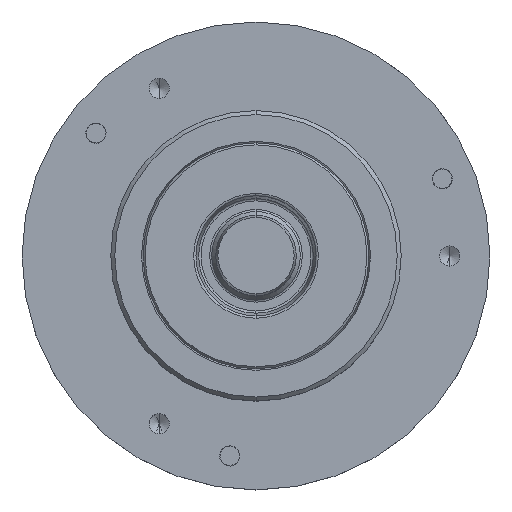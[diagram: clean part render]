
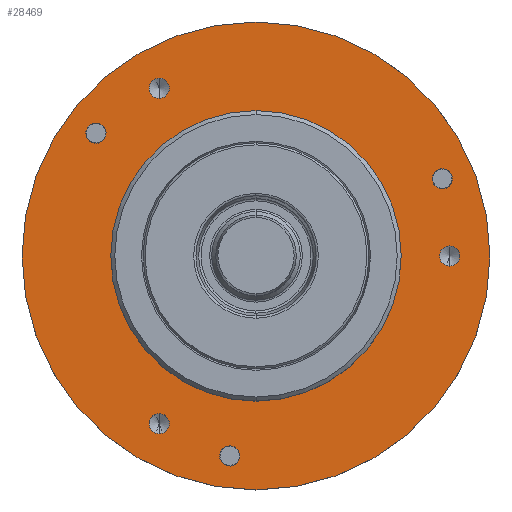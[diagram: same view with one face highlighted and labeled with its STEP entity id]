
A CAD part, top view. The second image highlights one B-rep face of the part: STEP entity #28469.
In plain terms, the highlighted planar face has unit normal (0, 0, 1).
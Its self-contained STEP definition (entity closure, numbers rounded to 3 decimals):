
#4021=CARTESIAN_POINT('',(0.,0.,17.));
#4022=DIRECTION('',(0.,0.,1.));
#4023=DIRECTION('',(1.,0.,0.));
#4024=AXIS2_PLACEMENT_3D('',#4021,#4022,#4023);
#4026=CARTESIAN_POINT('',(0.,0.,17.));
#4027=DIRECTION('',(0.,0.,1.));
#4028=DIRECTION('',(-1.,0.,0.));
#4029=AXIS2_PLACEMENT_3D('',#4026,#4027,#4028);
#4031=CARTESIAN_POINT('',(-19.834,15.219,17.));
#4032=DIRECTION('',(0.,0.,-1.));
#4033=DIRECTION('',(-0.793,0.609,0.));
#4034=AXIS2_PLACEMENT_3D('',#4031,#4032,#4033);
#4036=CARTESIAN_POINT('',(-19.834,15.219,17.));
#4037=DIRECTION('',(0.,0.,-1.));
#4038=DIRECTION('',(0.793,-0.609,0.));
#4039=AXIS2_PLACEMENT_3D('',#4036,#4037,#4038);
#4041=CARTESIAN_POINT('',(-3.263,-24.786,17.));
#4042=DIRECTION('',(0.,0.,-1.));
#4043=DIRECTION('',(-0.131,-0.991,0.));
#4044=AXIS2_PLACEMENT_3D('',#4041,#4042,#4043);
#4046=CARTESIAN_POINT('',(-3.263,-24.786,17.));
#4047=DIRECTION('',(0.,0.,-1.));
#4048=DIRECTION('',(0.131,0.991,0.));
#4049=AXIS2_PLACEMENT_3D('',#4046,#4047,#4048);
#4051=CARTESIAN_POINT('',(23.097,9.567,17.));
#4052=DIRECTION('',(0.,0.,-1.));
#4053=DIRECTION('',(0.924,0.383,0.));
#4054=AXIS2_PLACEMENT_3D('',#4051,#4052,#4053);
#4056=CARTESIAN_POINT('',(23.097,9.567,17.));
#4057=DIRECTION('',(0.,0.,-1.));
#4058=DIRECTION('',(-0.924,-0.383,0.));
#4059=AXIS2_PLACEMENT_3D('',#4056,#4057,#4058);
#4061=CARTESIAN_POINT('',(-12.,-20.785,17.));
#4062=DIRECTION('',(0.,0.,1.));
#4063=DIRECTION('',(0.,-1.,0.));
#4064=AXIS2_PLACEMENT_3D('',#4061,#4062,#4063);
#4066=CARTESIAN_POINT('',(-12.,-20.785,17.));
#4067=DIRECTION('',(0.,0.,1.));
#4068=DIRECTION('',(0.,1.,0.));
#4069=AXIS2_PLACEMENT_3D('',#4066,#4067,#4068);
#4071=CARTESIAN_POINT('',(-12.,20.785,17.));
#4072=DIRECTION('',(0.,0.,1.));
#4073=DIRECTION('',(0.,-1.,0.));
#4074=AXIS2_PLACEMENT_3D('',#4071,#4072,#4073);
#4076=CARTESIAN_POINT('',(-12.,20.785,17.));
#4077=DIRECTION('',(0.,0.,1.));
#4078=DIRECTION('',(0.,1.,0.));
#4079=AXIS2_PLACEMENT_3D('',#4076,#4077,#4078);
#4081=CARTESIAN_POINT('',(24.,0.,17.));
#4082=DIRECTION('',(0.,0.,1.));
#4083=DIRECTION('',(0.,-1.,0.));
#4084=AXIS2_PLACEMENT_3D('',#4081,#4082,#4083);
#4086=CARTESIAN_POINT('',(24.,0.,17.));
#4087=DIRECTION('',(0.,0.,1.));
#4088=DIRECTION('',(0.,1.,0.));
#4089=AXIS2_PLACEMENT_3D('',#4086,#4087,#4088);
#4099=CARTESIAN_POINT('',(0.,0.,17.));
#4100=DIRECTION('',(0.,0.,1.));
#4101=DIRECTION('',(0.,1.,0.));
#4102=AXIS2_PLACEMENT_3D('',#4099,#4100,#4101);
#4136=CARTESIAN_POINT('',(0.,0.,17.));
#4137=DIRECTION('',(0.,0.,-1.));
#4138=DIRECTION('',(0.,1.,0.));
#4139=AXIS2_PLACEMENT_3D('',#4136,#4137,#4138);
#22958=CARTESIAN_POINT('',(0.,18.,17.));
#22959=CARTESIAN_POINT('',(0.,-18.,17.));
#22960=VERTEX_POINT('',#22958);
#22961=VERTEX_POINT('',#22959);
#22962=CARTESIAN_POINT('',(29.,0.,17.));
#22963=CARTESIAN_POINT('',(-29.,0.,17.));
#22964=VERTEX_POINT('',#22962);
#22965=VERTEX_POINT('',#22963);
#22966=CARTESIAN_POINT('',(-20.826,15.98,17.));
#22967=CARTESIAN_POINT('',(-18.842,14.458,17.));
#22968=VERTEX_POINT('',#22966);
#22969=VERTEX_POINT('',#22967);
#22970=CARTESIAN_POINT('',(-3.426,-26.025,17.));
#22971=CARTESIAN_POINT('',(-3.1,-23.547,17.));
#22972=VERTEX_POINT('',#22970);
#22973=VERTEX_POINT('',#22971);
#22974=CARTESIAN_POINT('',(24.252,10.045,17.));
#22975=CARTESIAN_POINT('',(21.942,9.089,17.));
#22976=VERTEX_POINT('',#22974);
#22977=VERTEX_POINT('',#22975);
#22984=CARTESIAN_POINT('',(-12.,-22.035,17.));
#22985=CARTESIAN_POINT('',(-12.,-19.535,17.));
#22986=VERTEX_POINT('',#22984);
#22987=VERTEX_POINT('',#22985);
#22994=CARTESIAN_POINT('',(-12.,19.535,17.));
#22995=CARTESIAN_POINT('',(-12.,22.035,17.));
#22996=VERTEX_POINT('',#22994);
#22997=VERTEX_POINT('',#22995);
#23004=CARTESIAN_POINT('',(24.,-1.25,17.));
#23005=CARTESIAN_POINT('',(24.,1.25,17.));
#23006=VERTEX_POINT('',#23004);
#23007=VERTEX_POINT('',#23005);
#28417=CARTESIAN_POINT('',(0.,0.,17.));
#28418=DIRECTION('',(0.,0.,-1.));
#28419=DIRECTION('',(0.,1.,0.));
#28420=AXIS2_PLACEMENT_3D('',#28417,#28418,#28419);
#28421=PLANE('',#28420);
#28422=ORIENTED_EDGE('',*,*,#28407,.F.);
#28424=ORIENTED_EDGE('',*,*,#28423,.F.);
#28425=EDGE_LOOP('',(#28422,#28424));
#28426=FACE_OUTER_BOUND('',#28425,.F.);
#28428=ORIENTED_EDGE('',*,*,#28427,.T.);
#28430=ORIENTED_EDGE('',*,*,#28429,.F.);
#28431=EDGE_LOOP('',(#28428,#28430));
#28432=FACE_BOUND('',#28431,.F.);
#28434=ORIENTED_EDGE('',*,*,#28433,.F.);
#28436=ORIENTED_EDGE('',*,*,#28435,.F.);
#28437=EDGE_LOOP('',(#28434,#28436));
#28438=FACE_BOUND('',#28437,.F.);
#28440=ORIENTED_EDGE('',*,*,#28439,.F.);
#28442=ORIENTED_EDGE('',*,*,#28441,.F.);
#28443=EDGE_LOOP('',(#28440,#28442));
#28444=FACE_BOUND('',#28443,.F.);
#28446=ORIENTED_EDGE('',*,*,#28445,.F.);
#28448=ORIENTED_EDGE('',*,*,#28447,.F.);
#28449=EDGE_LOOP('',(#28446,#28448));
#28450=FACE_BOUND('',#28449,.F.);
#28452=ORIENTED_EDGE('',*,*,#28451,.T.);
#28454=ORIENTED_EDGE('',*,*,#28453,.T.);
#28455=EDGE_LOOP('',(#28452,#28454));
#28456=FACE_BOUND('',#28455,.F.);
#28458=ORIENTED_EDGE('',*,*,#28457,.T.);
#28460=ORIENTED_EDGE('',*,*,#28459,.T.);
#28461=EDGE_LOOP('',(#28458,#28460));
#28462=FACE_BOUND('',#28461,.F.);
#28464=ORIENTED_EDGE('',*,*,#28463,.T.);
#28466=ORIENTED_EDGE('',*,*,#28465,.T.);
#28467=EDGE_LOOP('',(#28464,#28466));
#28468=FACE_BOUND('',#28467,.F.);
#4025=CIRCLE('',#4024,29.);
#4030=CIRCLE('',#4029,29.);
#4035=CIRCLE('',#4034,1.25);
#4040=CIRCLE('',#4039,1.25);
#4045=CIRCLE('',#4044,1.25);
#4050=CIRCLE('',#4049,1.25);
#4055=CIRCLE('',#4054,1.25);
#4060=CIRCLE('',#4059,1.25);
#4065=CIRCLE('',#4064,1.25);
#4070=CIRCLE('',#4069,1.25);
#4075=CIRCLE('',#4074,1.25);
#4080=CIRCLE('',#4079,1.25);
#4085=CIRCLE('',#4084,1.25);
#4090=CIRCLE('',#4089,1.25);
#4103=CIRCLE('',#4102,18.);
#4140=CIRCLE('',#4139,18.);
#28407=EDGE_CURVE('',#22964,#22965,#4025,.T.);
#28423=EDGE_CURVE('',#22965,#22964,#4030,.T.);
#28427=EDGE_CURVE('',#22960,#22961,#4103,.T.);
#28429=EDGE_CURVE('',#22960,#22961,#4140,.T.);
#28433=EDGE_CURVE('',#22968,#22969,#4035,.T.);
#28435=EDGE_CURVE('',#22969,#22968,#4040,.T.);
#28439=EDGE_CURVE('',#22972,#22973,#4045,.T.);
#28441=EDGE_CURVE('',#22973,#22972,#4050,.T.);
#28445=EDGE_CURVE('',#22976,#22977,#4055,.T.);
#28447=EDGE_CURVE('',#22977,#22976,#4060,.T.);
#28451=EDGE_CURVE('',#22986,#22987,#4065,.T.);
#28453=EDGE_CURVE('',#22987,#22986,#4070,.T.);
#28457=EDGE_CURVE('',#22996,#22997,#4075,.T.);
#28459=EDGE_CURVE('',#22997,#22996,#4080,.T.);
#28463=EDGE_CURVE('',#23006,#23007,#4085,.T.);
#28465=EDGE_CURVE('',#23007,#23006,#4090,.T.);
#28469=ADVANCED_FACE('',(#28426,#28432,#28438,#28444,#28450,#28456,#28462,
#28468),#28421,.F.);
